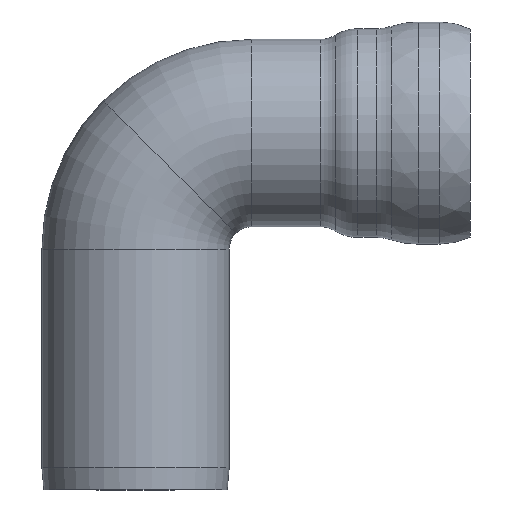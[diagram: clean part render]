
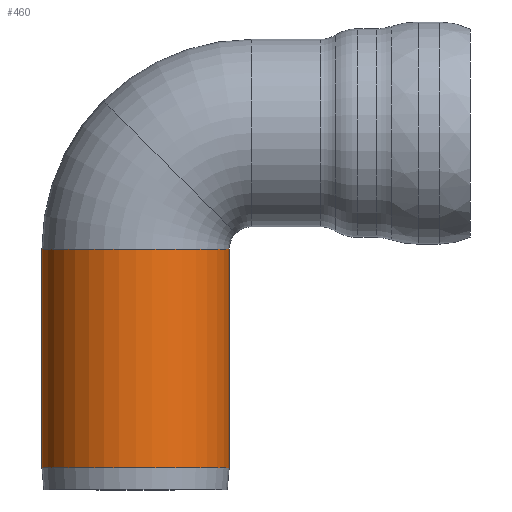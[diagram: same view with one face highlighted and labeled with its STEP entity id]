
A CAD part, front view. The second image highlights one B-rep face of the part: STEP entity #460.
In plain terms, the highlighted cylindrical face has radius 210 mm (diameter 420 mm), a full revolution.
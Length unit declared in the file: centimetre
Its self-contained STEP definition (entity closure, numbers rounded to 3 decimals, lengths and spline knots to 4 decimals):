
#46=CYLINDRICAL_SURFACE('',#496,21.);
#57=FACE_OUTER_BOUND('',#85,.T.);
#85=EDGE_LOOP('',(#326,#327,#328,#329,#330));
#115=LINE('',#774,#129);
#129=VECTOR('',#596,21.);
#140=CIRCLE('',#489,21.);
#145=CIRCLE('',#497,21.);
#146=CIRCLE('',#498,21.);
#199=VERTEX_POINT('',#755);
#204=VERTEX_POINT('',#771);
#205=VERTEX_POINT('',#772);
#243=EDGE_CURVE('',#199,#199,#140,.T.);
#251=EDGE_CURVE('',#204,#205,#145,.T.);
#252=EDGE_CURVE('',#204,#199,#115,.T.);
#253=EDGE_CURVE('',#205,#204,#146,.T.);
#326=ORIENTED_EDGE('',*,*,#251,.F.);
#327=ORIENTED_EDGE('',*,*,#252,.T.);
#328=ORIENTED_EDGE('',*,*,#243,.T.);
#329=ORIENTED_EDGE('',*,*,#252,.F.);
#330=ORIENTED_EDGE('',*,*,#253,.F.);
#460=ADVANCED_FACE('',(#57),#46,.T.);
#489=AXIS2_PLACEMENT_3D('',#756,#575,#576);
#496=AXIS2_PLACEMENT_3D('',#770,#592,#593);
#497=AXIS2_PLACEMENT_3D('',#773,#594,#595);
#498=AXIS2_PLACEMENT_3D('',#775,#597,#598);
#575=DIRECTION('center_axis',(0.,0.,1.));
#576=DIRECTION('ref_axis',(1.,0.,0.));
#592=DIRECTION('center_axis',(0.,0.,1.));
#593=DIRECTION('ref_axis',(1.,0.,0.));
#594=DIRECTION('center_axis',(0.,0.,1.));
#595=DIRECTION('ref_axis',(0.,-1.,0.));
#596=DIRECTION('',(0.,0.,-1.));
#597=DIRECTION('center_axis',(0.,0.,1.));
#598=DIRECTION('ref_axis',(0.,-1.,0.));
#755=CARTESIAN_POINT('',(-21.,0.,5.));
#756=CARTESIAN_POINT('Origin',(0.,0.,5.));
#770=CARTESIAN_POINT('Origin',(0.,0.,7.5));
#771=CARTESIAN_POINT('',(-21.,0.,54.));
#772=CARTESIAN_POINT('',(21.,0.,54.));
#773=CARTESIAN_POINT('Origin',(0.,0.,54.));
#774=CARTESIAN_POINT('',(-21.,0.,7.5));
#775=CARTESIAN_POINT('Origin',(0.,0.,54.));
